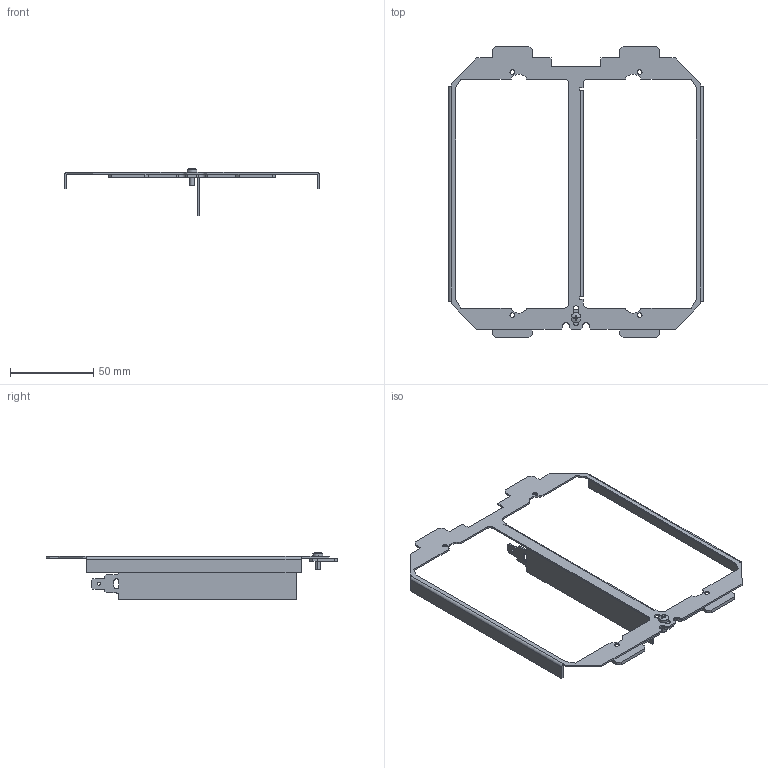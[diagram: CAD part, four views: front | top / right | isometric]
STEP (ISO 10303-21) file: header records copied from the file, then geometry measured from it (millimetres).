
FILE_DESCRIPTION (( 'STEP AP214' ), '1' );
FILE_NAME ('7407748.STEP', '2019-12-03T09:59:12', ( '' ), ( '' ), 'SwSTEP 2.0', 'SolidWorks 2018', '' );
FILE_SCHEMA (( 'AUTOMOTIVE_DESIGN' ));
Length unit declared in the file: millimetre
Products named in the file (4): 7407748; 43064N_Standard; 42547K_Standard; 35104390_Standard
Assembly tree (3 placements, depth 2):
  7407748
    43064N_Standard
    42547K_Standard
    35104390_Standard
Bounding box: 153 x 175 x 28.39 mm (x, y, z)
Volume: 13166.3 mm3; surface area: 26169.1 mm2
Topology: 3 solids, 3 shells, 208 faces, 550 edges, 349 vertices
Faces by surface type: plane 163, cylinder 41, sphere 2, torus 2
Entity records: 6570 total; most frequent: CARTESIAN_POINT 1113, ORIENTED_EDGE 1100, DIRECTION 1080, EDGE_CURVE 550, VECTOR 448, LINE 448, VERTEX_POINT 349, AXIS2_PLACEMENT_3D 316
